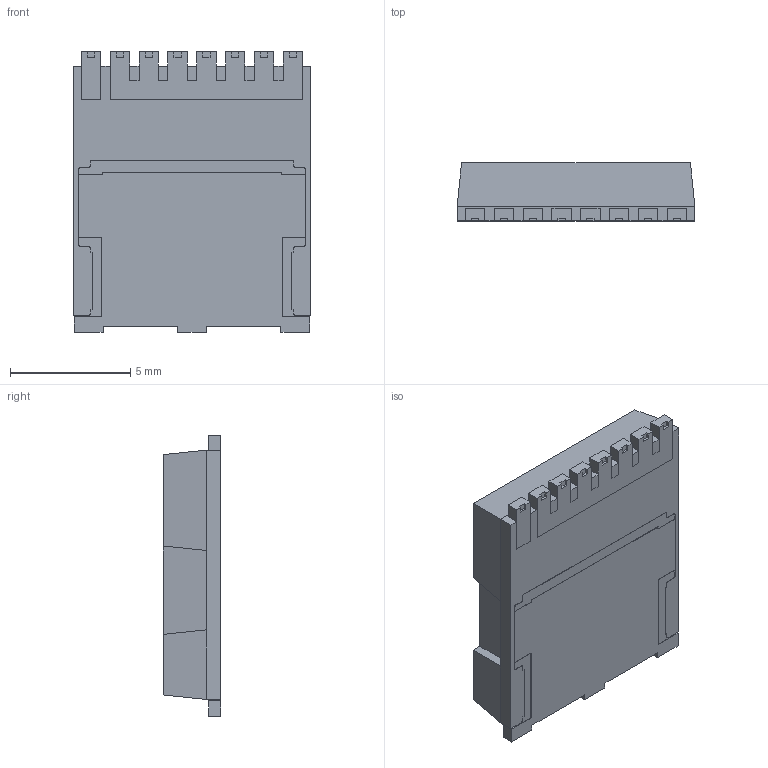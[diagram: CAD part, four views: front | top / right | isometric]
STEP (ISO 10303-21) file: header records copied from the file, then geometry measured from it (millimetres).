
FILE_DESCRIPTION (( 'STEP AP214' ), '1' );
FILE_NAME ('FDBL86361-F085.STEP', '2023-01-15T16:11:24', ( '' ), ( '' ), 'SwSTEP 2.0', 'SolidWorks 2021', '' );
FILE_SCHEMA (( 'AUTOMOTIVE_DESIGN' ));
Length unit declared in the file: millimetre
Products named in the file (1): FDBL86361-F085
Bounding box: 9.9 x 2.4 x 11.68 mm (x, y, z)
Volume: 238.5 mm3; surface area: 508.5 mm2
Topology: 4 solids, 4 shells, 227 faces, 654 edges, 432 vertices
Faces by surface type: plane 205, cylinder 22
Entity records: 7385 total; most frequent: CARTESIAN_POINT 1314, ORIENTED_EDGE 1308, DIRECTION 1154, EDGE_CURVE 654, LINE 610, VECTOR 610, VERTEX_POINT 432, AXIS2_PLACEMENT_3D 272
